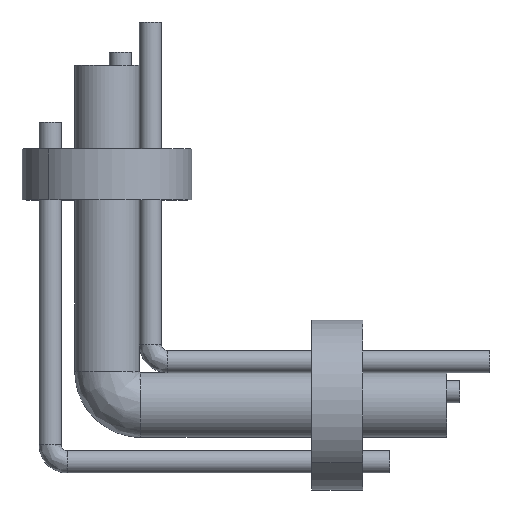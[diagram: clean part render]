
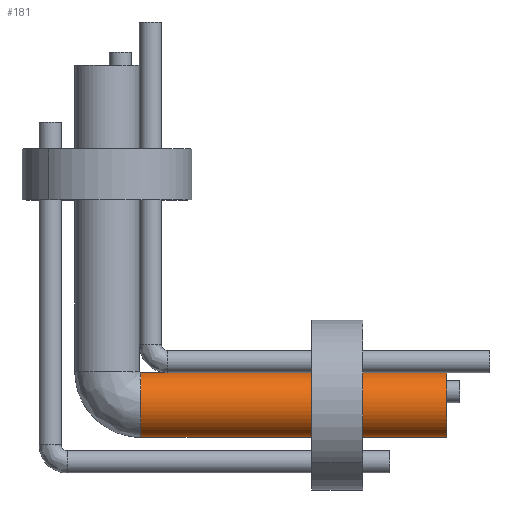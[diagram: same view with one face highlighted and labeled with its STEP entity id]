
A CAD part, top view. The second image highlights one B-rep face of the part: STEP entity #181.
In plain terms, the highlighted free-form (B-spline) face has degree [2, 1] with [5, 2] control points.
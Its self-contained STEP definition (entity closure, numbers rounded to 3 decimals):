
#112 = VERTEX_POINT('',#113);
#113 = CARTESIAN_POINT('',(355.496,337.721,0.));
#120 = VERTEX_POINT('',#121);
#121 = CARTESIAN_POINT('',(355.496,-337.721,0.));
#156 = EDGE_CURVE('',#112,#120,#157,.T.);
#157 = ( BOUNDED_CURVE() B_SPLINE_CURVE(2,(#158,#159,#160,#161,#162),
.UNSPECIFIED.,.F.,.F.) B_SPLINE_CURVE_WITH_KNOTS((3,2,3),(0.,
1.571,3.142),.PIECEWISE_BEZIER_KNOTS.) CURVE() 
GEOMETRIC_REPRESENTATION_ITEM() RATIONAL_B_SPLINE_CURVE((1.,
0.707,1.,0.707,1.)) REPRESENTATION_ITEM('') );
#158 = CARTESIAN_POINT('',(355.496,337.721,0.));
#159 = CARTESIAN_POINT('',(355.496,337.721,337.721
    ));
#160 = CARTESIAN_POINT('',(355.496,0.,
    337.721));
#161 = CARTESIAN_POINT('',(355.496,-337.721,
    337.721));
#162 = CARTESIAN_POINT('',(355.496,-337.721,
    0.));
#181 = ADVANCED_FACE('',(#182),#207,.T.);
#182 = FACE_BOUND('',#183,.T.);
#183 = EDGE_LOOP('',(#184,#191,#201,#206));
#184 = ORIENTED_EDGE('',*,*,#185,.T.);
#185 = EDGE_CURVE('',#120,#186,#188,.T.);
#186 = VERTEX_POINT('',#187);
#187 = CARTESIAN_POINT('',(3554.956,-337.721,0.));
#188 = B_SPLINE_CURVE_WITH_KNOTS('',1,(#189,#190),.UNSPECIFIED.,.F.,.F.,
  (2,2),(0.,2286.),.PIECEWISE_BEZIER_KNOTS.);
#189 = CARTESIAN_POINT('',(355.496,-337.721,0.));
#190 = CARTESIAN_POINT('',(3554.956,-337.721,0.));
#191 = ORIENTED_EDGE('',*,*,#192,.F.);
#192 = EDGE_CURVE('',#193,#186,#195,.T.);
#193 = VERTEX_POINT('',#194);
#194 = CARTESIAN_POINT('',(3554.956,337.721,0.));
#195 = ( BOUNDED_CURVE() B_SPLINE_CURVE(2,(#196,#197,#198,#199,#200),
.UNSPECIFIED.,.F.,.F.) B_SPLINE_CURVE_WITH_KNOTS((3,2,3),(0.,
1.571,3.142),.PIECEWISE_BEZIER_KNOTS.) CURVE() 
GEOMETRIC_REPRESENTATION_ITEM() RATIONAL_B_SPLINE_CURVE((1.,
0.707,1.,0.707,1.)) REPRESENTATION_ITEM('') );
#196 = CARTESIAN_POINT('',(3554.956,337.721,0.));
#197 = CARTESIAN_POINT('',(3554.956,337.721,
    337.721));
#198 = CARTESIAN_POINT('',(3554.956,0.,
    337.721));
#199 = CARTESIAN_POINT('',(3554.956,-337.721,
    337.721));
#200 = CARTESIAN_POINT('',(3554.956,-337.721,
    0.));
#201 = ORIENTED_EDGE('',*,*,#202,.F.);
#202 = EDGE_CURVE('',#112,#193,#203,.T.);
#203 = B_SPLINE_CURVE_WITH_KNOTS('',1,(#204,#205),.UNSPECIFIED.,.F.,.F.,
  (2,2),(0.,2286.),.PIECEWISE_BEZIER_KNOTS.);
#204 = CARTESIAN_POINT('',(355.496,337.721,0.));
#205 = CARTESIAN_POINT('',(3554.956,337.721,0.));
#206 = ORIENTED_EDGE('',*,*,#156,.T.);
#207 = ( BOUNDED_SURFACE() B_SPLINE_SURFACE(2,1,(
    (#208,#209)
    ,(#210,#211)
    ,(#212,#213)
    ,(#214,#215)
,(#216,#217
    )),.UNSPECIFIED.,.F.,.F.,.F.) B_SPLINE_SURFACE_WITH_KNOTS((3,2,3),(2
    ,2),(0.,1.571,3.142),(0.,2286.),
.PIECEWISE_BEZIER_KNOTS.) GEOMETRIC_REPRESENTATION_ITEM() 
RATIONAL_B_SPLINE_SURFACE((
    (1.,1.)
    ,(0.707,0.707)
    ,(1.,1.)
    ,(0.707,0.707)
,(1.,1.))) REPRESENTATION_ITEM('') SURFACE() );
#208 = CARTESIAN_POINT('',(355.496,337.721,0.));
#209 = CARTESIAN_POINT('',(3554.956,337.721,0.));
#210 = CARTESIAN_POINT('',(355.496,337.721,337.721
    ));
#211 = CARTESIAN_POINT('',(3554.956,337.721,
    337.721));
#212 = CARTESIAN_POINT('',(355.496,0.,
    337.721));
#213 = CARTESIAN_POINT('',(3554.956,0.,
    337.721));
#214 = CARTESIAN_POINT('',(355.496,-337.721,
    337.721));
#215 = CARTESIAN_POINT('',(3554.956,-337.721,
    337.721));
#216 = CARTESIAN_POINT('',(355.496,-337.721,
    0.));
#217 = CARTESIAN_POINT('',(3554.956,-337.721,
    0.));
